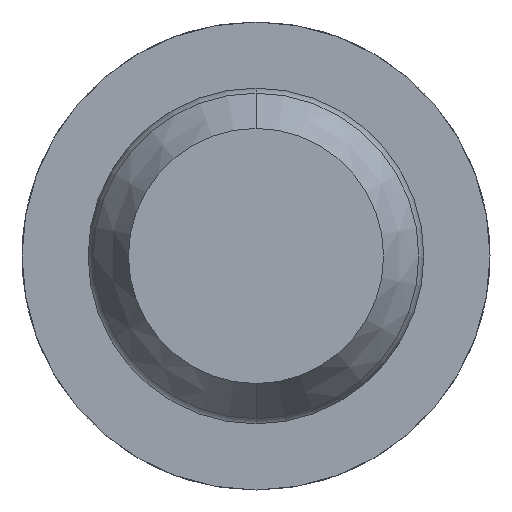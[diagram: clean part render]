
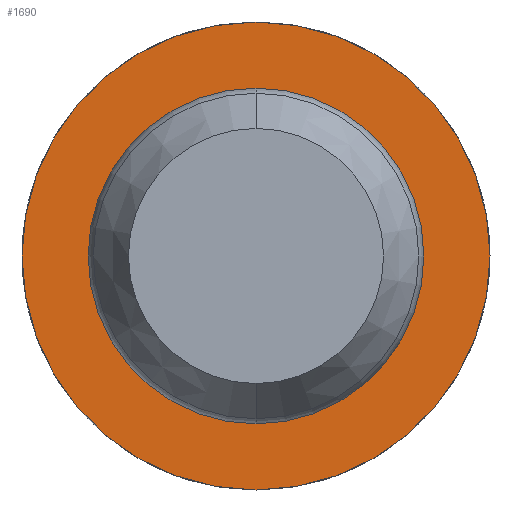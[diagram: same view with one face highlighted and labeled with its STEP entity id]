
A CAD part, front view. The second image highlights one B-rep face of the part: STEP entity #1690.
In plain terms, the highlighted planar face has unit normal (0, -1, 0).
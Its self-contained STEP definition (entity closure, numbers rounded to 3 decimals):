
#231 = EDGE_LOOP ( 'NONE', ( #1669, #501 ) ) ;
#357 = AXIS2_PLACEMENT_3D ( 'NONE', #3792, #1652, #539 ) ;
#501 = ORIENTED_EDGE ( 'NONE', *, *, #2060, .F. ) ;
#525 = EDGE_CURVE ( 'Defeature ausgef�hrt3_7+Defeature ausgef�hrt3_8+Defeature ausgef�hrt3_8+Defeature ausgef�hrt3_8', #2698, #4191, #2287, .T. ) ;
#539 = DIRECTION ( 'NONE',  ( 0., 0., 1. ) ) ;
#552 = DIRECTION ( 'NONE',  ( 0., 0., 1. ) ) ;
#870 = DIRECTION ( 'NONE',  ( 0., 1., 0. ) ) ;
#1114 = EDGE_CURVE ( 'Defeature ausgef�hrt3_7+Defeature ausgef�hrt3_8+Defeature ausgef�hrt3_8+Defeature ausgef�hrt3_8', #4191, #2698, #1225, .T. ) ;
#1217 = CARTESIAN_POINT ( 'NONE',  ( 0., -10., 0. ) ) ;
#1225 = CIRCLE ( 'NONE', #1742, 0.825 ) ;
#1248 = DIRECTION ( 'NONE',  ( 0., 0., 1. ) ) ;
#1351 = VERTEX_POINT ( 'NONE', #1428 ) ;
#1399 = FACE_BOUND ( 'NONE', #3949, .T. ) ;
#1422 = CARTESIAN_POINT ( 'NONE',  ( 0., -10., 1.15 ) ) ;
#1428 = CARTESIAN_POINT ( 'NONE',  ( 0., -10., -1.15 ) ) ;
#1431 = CARTESIAN_POINT ( 'NONE',  ( 0., -10., 0.825 ) ) ;
#1558 = ORIENTED_EDGE ( 'NONE', *, *, #1114, .T. ) ;
#1602 = DIRECTION ( 'NONE',  ( 0., 1., 0. ) ) ;
#1652 = DIRECTION ( 'NONE',  ( 0., 1., 0. ) ) ;
#1669 = ORIENTED_EDGE ( 'NONE', *, *, #2097, .F. ) ;
#1672 = FACE_OUTER_BOUND ( 'NONE', #231, .T. ) ;
#1690 = ADVANCED_FACE ( 'Defeature ausgef�hrt3_7', ( #1672, #1399 ), #2379, .F. ) ;
#1742 = AXIS2_PLACEMENT_3D ( 'NONE', #1217, #870, #2965 ) ;
#2060 = EDGE_CURVE ( 'Defeature ausgef�hrt3_4+Defeature ausgef�hrt3_7+Defeature ausgef�hrt3_7+Defeature ausgef�hrt3_7', #1351, #3738, #2115, .T. ) ;
#2097 = EDGE_CURVE ( 'Defeature ausgef�hrt3_4+Defeature ausgef�hrt3_7+Defeature ausgef�hrt3_7+Defeature ausgef�hrt3_7', #3738, #1351, #2739, .T. ) ;
#2115 = CIRCLE ( 'NONE', #4440, 1.15 ) ;
#2287 = CIRCLE ( 'NONE', #2620, 0.825 ) ;
#2379 = PLANE ( 'NONE',  #4030 ) ;
#2620 = AXIS2_PLACEMENT_3D ( 'NONE', #2673, #2988, #3391 ) ;
#2673 = CARTESIAN_POINT ( 'NONE',  ( 0., -10., 0. ) ) ;
#2698 = VERTEX_POINT ( 'NONE', #2803 ) ;
#2739 = CIRCLE ( 'NONE', #357, 1.15 ) ;
#2803 = CARTESIAN_POINT ( 'NONE',  ( 0., -10., -0.825 ) ) ;
#2965 = DIRECTION ( 'NONE',  ( 0., 0., 1. ) ) ;
#2988 = DIRECTION ( 'NONE',  ( 0., 1., 0. ) ) ;
#3391 = DIRECTION ( 'NONE',  ( 0., 0., 1. ) ) ;
#3420 = CARTESIAN_POINT ( 'NONE',  ( 0., -10., 0. ) ) ;
#3426 = CARTESIAN_POINT ( 'NONE',  ( 1.15, -10., 0. ) ) ;
#3738 = VERTEX_POINT ( 'NONE', #1422 ) ;
#3792 = CARTESIAN_POINT ( 'NONE',  ( 0., -10., 0. ) ) ;
#3799 = DIRECTION ( 'NONE',  ( 0., 1., 0. ) ) ;
#3949 = EDGE_LOOP ( 'NONE', ( #1558, #4195 ) ) ;
#4030 = AXIS2_PLACEMENT_3D ( 'NONE', #3426, #3799, #1248 ) ;
#4191 = VERTEX_POINT ( 'NONE', #1431 ) ;
#4195 = ORIENTED_EDGE ( 'NONE', *, *, #525, .T. ) ;
#4440 = AXIS2_PLACEMENT_3D ( 'NONE', #3420, #1602, #552 ) ;
